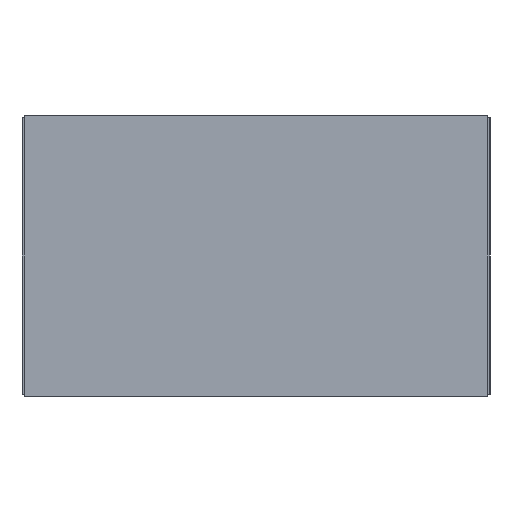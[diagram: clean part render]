
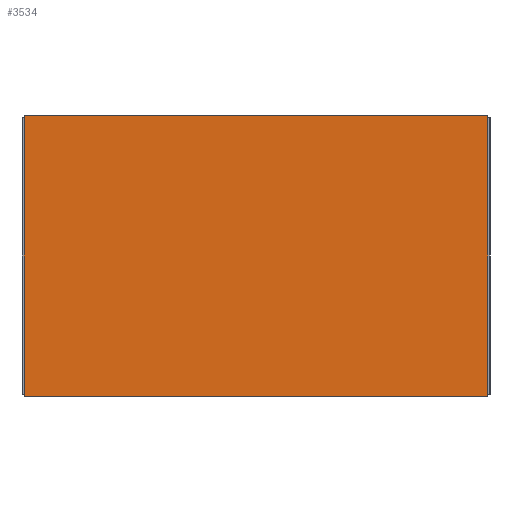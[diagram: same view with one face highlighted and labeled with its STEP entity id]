
A CAD part, left-side view. The second image highlights one B-rep face of the part: STEP entity #3534.
In plain terms, the highlighted planar face has unit normal (-1, 0, 0).
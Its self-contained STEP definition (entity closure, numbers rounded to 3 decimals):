
#225=PLANE('',#3742);
#357=FACE_OUTER_BOUND('',#561,.T.);
#561=EDGE_LOOP('',(#2580,#2581,#2582,#2583));
#857=LINE('',#5595,#1249);
#863=LINE('',#5607,#1255);
#866=LINE('',#5612,#1258);
#867=LINE('',#5613,#1259);
#1249=VECTOR('',#4008,1.);
#1255=VECTOR('',#4018,1.);
#1258=VECTOR('',#4023,1.);
#1259=VECTOR('',#4024,1.);
#1684=VERTEX_POINT('',#5592);
#1685=VERTEX_POINT('',#5594);
#1688=VERTEX_POINT('',#5604);
#1689=VERTEX_POINT('',#5606);
#2034=EDGE_CURVE('',#1684,#1685,#857,.T.);
#2040=EDGE_CURVE('',#1689,#1688,#863,.T.);
#2043=EDGE_CURVE('',#1685,#1688,#866,.T.);
#2044=EDGE_CURVE('',#1684,#1689,#867,.T.);
#2580=ORIENTED_EDGE('',*,*,#2040,.T.);
#2581=ORIENTED_EDGE('',*,*,#2043,.F.);
#2582=ORIENTED_EDGE('',*,*,#2034,.F.);
#2583=ORIENTED_EDGE('',*,*,#2044,.T.);
#3534=ADVANCED_FACE('',(#357),#225,.T.);
#3742=AXIS2_PLACEMENT_3D('',#5611,#4021,#4022);
#4008=DIRECTION('',(0.,0.,1.));
#4018=DIRECTION('',(0.,0.,1.));
#4021=DIRECTION('center_axis',(-1.,0.,0.));
#4022=DIRECTION('ref_axis',(0.,0.,1.));
#4023=DIRECTION('',(0.,-1.,0.));
#4024=DIRECTION('',(0.,-1.,0.));
#5592=CARTESIAN_POINT('',(-2.599,0.989,0.));
#5594=CARTESIAN_POINT('',(-2.599,0.989,1.199));
#5595=CARTESIAN_POINT('',(-2.599,0.989,0.));
#5604=CARTESIAN_POINT('',(-2.599,-0.989,1.199));
#5606=CARTESIAN_POINT('',(-2.599,-0.989,0.));
#5607=CARTESIAN_POINT('',(-2.599,-0.989,0.));
#5611=CARTESIAN_POINT('Origin',(-2.599,0.989,0.));
#5612=CARTESIAN_POINT('',(-2.599,0.989,1.199));
#5613=CARTESIAN_POINT('',(-2.599,0.989,0.));
